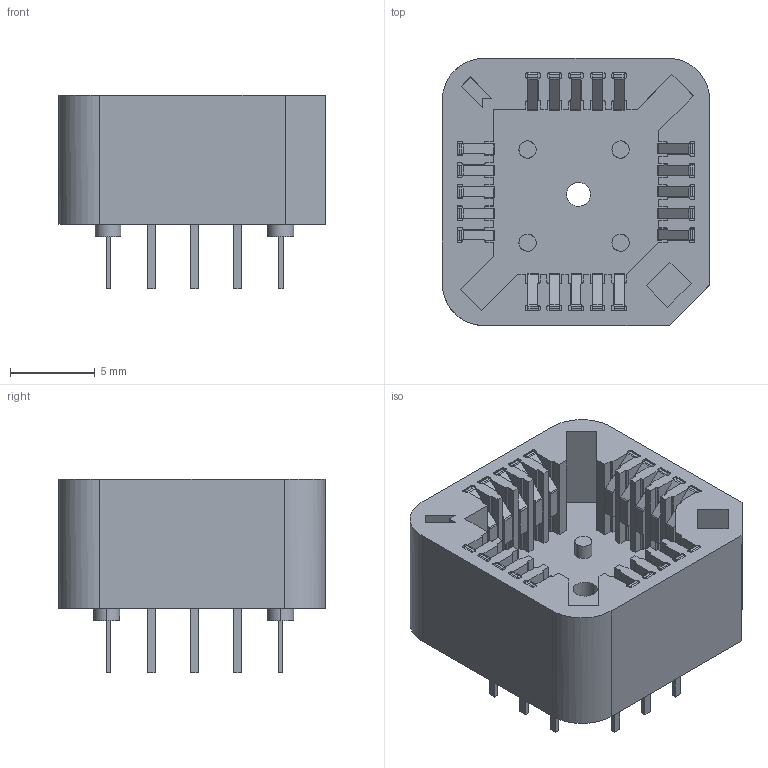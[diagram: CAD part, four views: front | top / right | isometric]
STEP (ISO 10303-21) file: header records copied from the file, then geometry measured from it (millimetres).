
FILE_DESCRIPTION(/* description */ (''),/* implementation_level */ '2;1');
FILE_NAME(/* name */ '8420-11b1-01',/* time_stamp */ '2006-03-07T10:34:56-06:00',/* author */ (''),/* organization */ (''),/* preprocessor_version */ 'ST-DEVELOPER v9',/* originating_system */ 'UGS - NX 3.0',/* authorisation */ '');
FILE_SCHEMA (('CONFIG_CONTROL_DESIGN'));
Length unit declared in the file: inch
Products named in the file (1): a0p74ACArh52
Bounding box: 15.75 x 15.75 x 11.43 mm (x, y, z)
Volume: 1181.7 mm3; surface area: 2010.9 mm2
Topology: 1 solids, 1 shells, 942 faces, 2824 edges, 1876 vertices
Faces by surface type: plane 601, cylinder 341
Entity records: 34128 total; most frequent: CARTESIAN_POINT 14199, ORIENTED_EDGE 5648, EDGE_CURVE 2824, B_SPLINE_CURVE_WITH_KNOTS 2824, DIRECTION 1886, VERTEX_POINT 1876, EDGE_LOOP 976, AXIS2_PLACEMENT_3D 943
